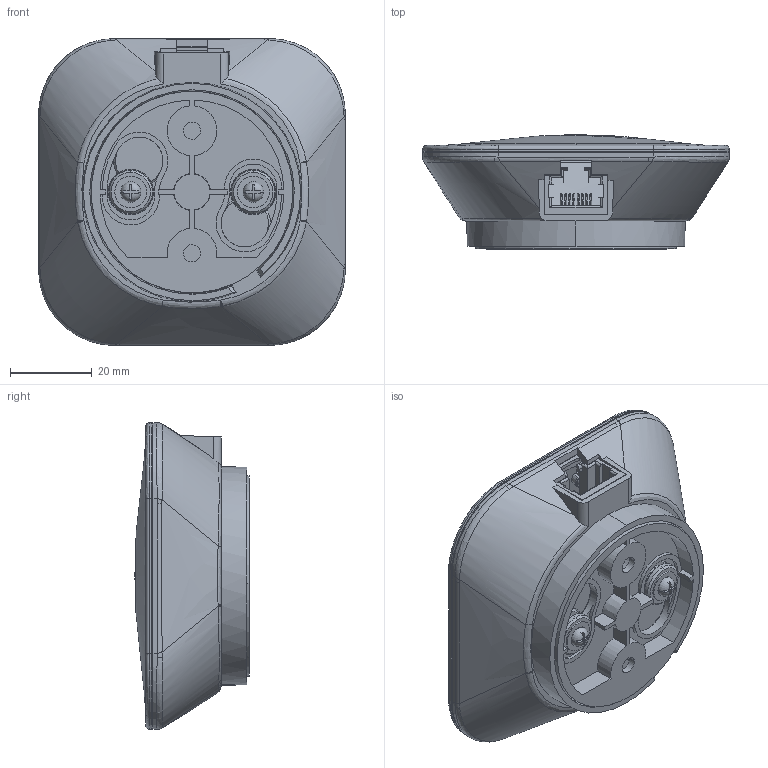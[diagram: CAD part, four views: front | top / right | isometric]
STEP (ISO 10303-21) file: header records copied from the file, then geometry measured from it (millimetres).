
FILE_DESCRIPTION (( 'STEP AP214' ), '1' );
FILE_NAME ('NFR.01_Web.STEP', '2022-03-14T15:38:24', ( '' ), ( '' ), 'SwSTEP 2.0', 'SolidWorks 2018', '' );
FILE_SCHEMA (( 'AUTOMOTIVE_DESIGN' ));
Length unit declared in the file: millimetre
Products named in the file (1): NFR.01_Web
Bounding box: 75 x 27.9 x 75 mm (x, y, z)
Surface area: 28239.4 mm2 (no closed solid volume)
Topology: 0 solids, 27 shells, 461 faces, 1760 edges, 1313 vertices
Faces by surface type: plane 183, cylinder 157, bspline 87, cone 30, torus 4
Entity records: 50161 total; most frequent: CARTESIAN_POINT 31567, ORIENTED_EDGE 2754, DIRECTION 2371, EDGE_CURVE 1760, VERTEX_POINT 1313, LINE 871, VECTOR 871, AXIS2_PLACEMENT_3D 750
